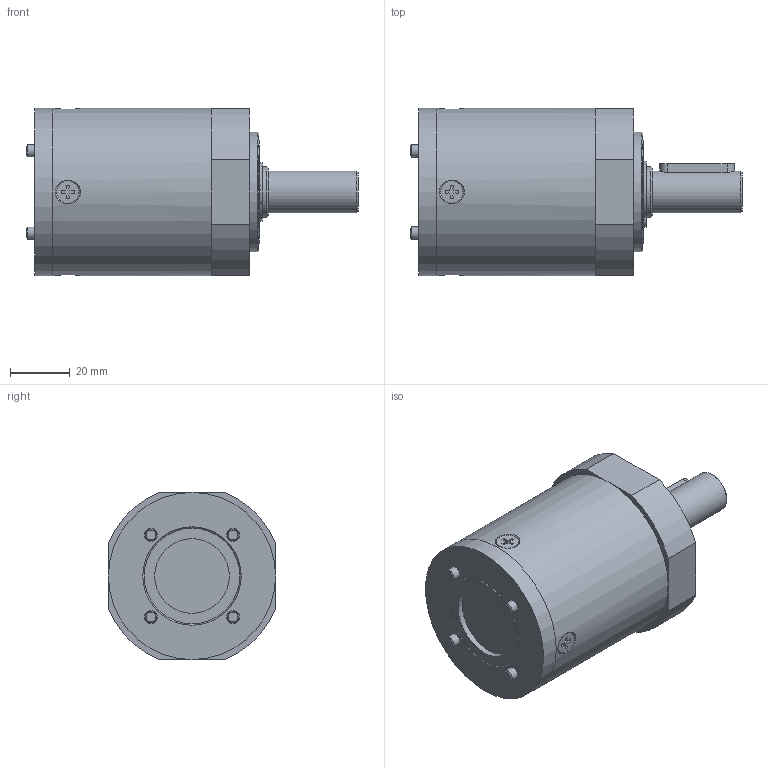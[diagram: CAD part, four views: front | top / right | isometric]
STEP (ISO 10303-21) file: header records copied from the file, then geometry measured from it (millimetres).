
FILE_DESCRIPTION(/* description */ (''),/* implementation_level */ '2;1');
FILE_NAME(/* name */ 'GP56-T2-HRR_v01.stp',/* time_stamp */ '2018-11-12T15:08:57+01:00',/* author */ ('naubert_a'),/* organization */ (''),/* preprocessor_version */ 'ST-DEVELOPER v17',/* originating_system */ 'Autodesk Inventor 2018',/* authorisation */ '');
FILE_SCHEMA (('CONFIG_CONTROL_DESIGN'));
Length unit declared in the file: millimetre
Products named in the file (1): GP56-T2-HRR
Bounding box: 111.2 x 56 x 56 mm (x, y, z)
Volume: 187781.7 mm3; surface area: 23542.7 mm2
Topology: 1 solids, 1 shells, 225 faces, 649 edges, 440 vertices
Faces by surface type: plane 140, cylinder 51, cone 27, torus 7
Full cylindrical faces by diameter (mm): 1.7 x2, 4 x4, 4.134 x5, 4.3 x4, 5.3 x1, 7.5 x4, 14 x1, 16.2 x1, 17 x2, 20.45 x1, 25 x1, 26 x1, 31.2 x2, 32 x1, 35 x1, 40 x1, 56 x2
Entity records: 7959 total; most frequent: CARTESIAN_POINT 1490, DIRECTION 1330, ORIENTED_EDGE 1288, EDGE_CURVE 644, AXIS2_PLACEMENT_3D 476, VERTEX_POINT 440, LINE 378, VECTOR 378
